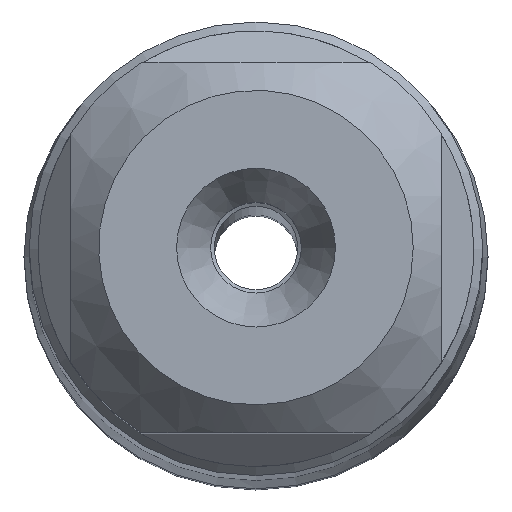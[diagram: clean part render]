
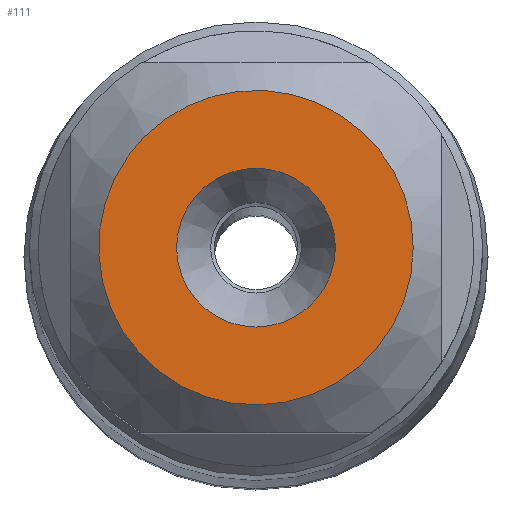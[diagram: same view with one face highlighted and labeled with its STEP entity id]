
A CAD part, top view. The second image highlights one B-rep face of the part: STEP entity #111.
In plain terms, the highlighted planar face has unit normal (0, 0, 1).
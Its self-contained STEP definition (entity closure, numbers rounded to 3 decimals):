
#50=PLANE('',#530);
#111=ADVANCED_FACE('',(#160,#161),#50,.F.);
#160=FACE_BOUND('',#208,.T.);
#161=FACE_BOUND('',#209,.T.);
#208=EDGE_LOOP('',(#286));
#209=EDGE_LOOP('',(#287));
#286=ORIENTED_EDGE('',*,*,#410,.T.);
#287=ORIENTED_EDGE('',*,*,#381,.T.);
#342=VERTEX_POINT('',#751);
#367=VERTEX_POINT('',#833);
#381=EDGE_CURVE('',#342,#342,#428,.T.);
#410=EDGE_CURVE('',#367,#367,#441,.T.);
#428=CIRCLE('',#504,2.08);
#441=CIRCLE('',#529,1.05);
#504=AXIS2_PLACEMENT_3D('',#750,#578,#579);
#529=AXIS2_PLACEMENT_3D('',#832,#636,#637);
#530=AXIS2_PLACEMENT_3D('',#834,#638,#639);
#578=DIRECTION('',(0.,0.,1.));
#579=DIRECTION('',(1.,0.,0.));
#636=DIRECTION('',(0.,0.,-1.));
#637=DIRECTION('',(-1.,0.,0.));
#638=DIRECTION('',(0.,0.,-1.));
#639=DIRECTION('',(-1.,0.,0.));
#750=CARTESIAN_POINT('',(0.,0.,0.));
#751=CARTESIAN_POINT('',(2.08,0.,0.));
#832=CARTESIAN_POINT('',(0.,0.,0.));
#833=CARTESIAN_POINT('',(-1.05,0.,0.));
#834=CARTESIAN_POINT('',(3.2,0.,0.));
